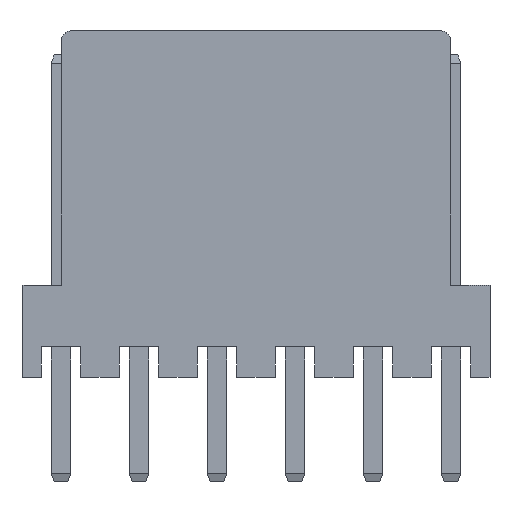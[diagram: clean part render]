
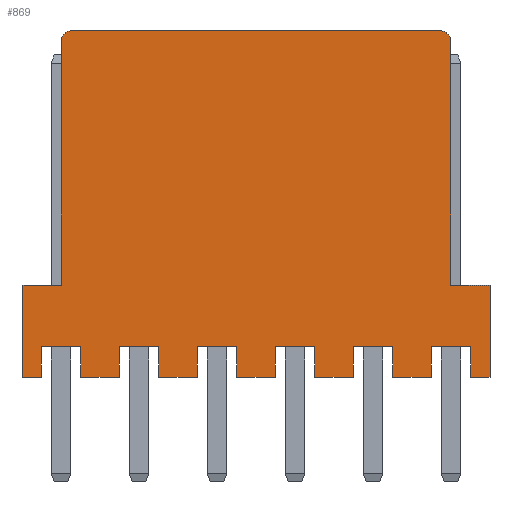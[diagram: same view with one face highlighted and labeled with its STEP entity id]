
A CAD part, front view. The second image highlights one B-rep face of the part: STEP entity #869.
In plain terms, the highlighted planar face has unit normal (0, -1, 0).
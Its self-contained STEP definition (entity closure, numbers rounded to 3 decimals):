
#869=ADVANCED_FACE('',(#2042),#2044,.T.);
#2042=FACE_BOUND('',#2043,.T.);
#2043=EDGE_LOOP('',(#2857,#2858,#2859,#2860,#2861,#2862,#2863,#2864,#2865,#2866,
#2867,#2868,#2869,#2870,#2871,#2872,#2873,#2874,#2875,#2876,#2877,#2878,#2879,#2880,
#2881,#2882,#2883,#2884,#2885,#2886,#2887,#2888,#2889,#2890));
#2044=PLANE('',#2045);
#2045=AXIS2_PLACEMENT_3D('',#2046,#2047,#2048);
#2046=CARTESIAN_POINT('',(-1.27,-2.6,0.));
#2047=DIRECTION('',(0.,-1.,0.));
#2048=DIRECTION('',(1.,0.,0.));
#2857=ORIENTED_EDGE('',*,*,#3403,.F.);
#2858=ORIENTED_EDGE('',*,*,#3404,.F.);
#2859=ORIENTED_EDGE('',*,*,#3405,.F.);
#2860=ORIENTED_EDGE('',*,*,#3406,.F.);
#2861=ORIENTED_EDGE('',*,*,#3407,.T.);
#2862=ORIENTED_EDGE('',*,*,#3408,.T.);
#2863=ORIENTED_EDGE('',*,*,#3409,.T.);
#2864=ORIENTED_EDGE('',*,*,#3410,.T.);
#2865=ORIENTED_EDGE('',*,*,#3411,.T.);
#2866=ORIENTED_EDGE('',*,*,#3412,.T.);
#2867=ORIENTED_EDGE('',*,*,#3413,.T.);
#2868=ORIENTED_EDGE('',*,*,#3414,.T.);
#2869=ORIENTED_EDGE('',*,*,#3415,.T.);
#2870=ORIENTED_EDGE('',*,*,#3416,.T.);
#2871=ORIENTED_EDGE('',*,*,#3417,.T.);
#2872=ORIENTED_EDGE('',*,*,#3418,.T.);
#2873=ORIENTED_EDGE('',*,*,#3419,.T.);
#2874=ORIENTED_EDGE('',*,*,#3420,.T.);
#2875=ORIENTED_EDGE('',*,*,#3421,.T.);
#2876=ORIENTED_EDGE('',*,*,#3422,.T.);
#2877=ORIENTED_EDGE('',*,*,#3423,.T.);
#2878=ORIENTED_EDGE('',*,*,#3424,.T.);
#2879=ORIENTED_EDGE('',*,*,#3425,.T.);
#2880=ORIENTED_EDGE('',*,*,#3426,.T.);
#2881=ORIENTED_EDGE('',*,*,#3427,.T.);
#2882=ORIENTED_EDGE('',*,*,#3428,.T.);
#2883=ORIENTED_EDGE('',*,*,#3429,.T.);
#2884=ORIENTED_EDGE('',*,*,#3430,.T.);
#2885=ORIENTED_EDGE('',*,*,#3431,.T.);
#2886=ORIENTED_EDGE('',*,*,#3432,.T.);
#2887=ORIENTED_EDGE('',*,*,#3433,.F.);
#2888=ORIENTED_EDGE('',*,*,#3434,.T.);
#2889=ORIENTED_EDGE('',*,*,#3435,.F.);
#2890=ORIENTED_EDGE('',*,*,#3436,.T.);
#3403=EDGE_CURVE('',#3856,#3857,#3858,.F.);
#3404=EDGE_CURVE('',#3859,#3856,#3860,.T.);
#3405=EDGE_CURVE('',#3861,#3859,#3862,.T.);
#3406=EDGE_CURVE('',#3863,#3861,#3864,.T.);
#3407=EDGE_CURVE('',#3863,#3865,#3866,.T.);
#3408=EDGE_CURVE('',#3865,#3867,#3868,.F.);
#3409=EDGE_CURVE('',#3867,#3869,#3870,.T.);
#3410=EDGE_CURVE('',#3869,#3871,#3872,.F.);
#3411=EDGE_CURVE('',#3871,#3873,#3874,.T.);
#3412=EDGE_CURVE('',#3873,#3875,#3876,.F.);
#3413=EDGE_CURVE('',#3875,#3877,#3878,.T.);
#3414=EDGE_CURVE('',#3877,#3879,#3880,.F.);
#3415=EDGE_CURVE('',#3879,#3881,#3882,.T.);
#3416=EDGE_CURVE('',#3881,#3883,#3884,.F.);
#3417=EDGE_CURVE('',#3883,#3885,#3886,.T.);
#3418=EDGE_CURVE('',#3885,#3887,#3888,.F.);
#3419=EDGE_CURVE('',#3887,#3889,#3890,.T.);
#3420=EDGE_CURVE('',#3889,#3891,#3892,.F.);
#3421=EDGE_CURVE('',#3891,#3893,#3894,.T.);
#3422=EDGE_CURVE('',#3893,#3895,#3896,.F.);
#3423=EDGE_CURVE('',#3895,#3897,#3898,.T.);
#3424=EDGE_CURVE('',#3897,#3899,#3900,.F.);
#3425=EDGE_CURVE('',#3899,#3901,#3902,.T.);
#3426=EDGE_CURVE('',#3901,#3903,#3904,.F.);
#3427=EDGE_CURVE('',#3903,#3905,#3906,.T.);
#3428=EDGE_CURVE('',#3905,#3907,#3908,.F.);
#3429=EDGE_CURVE('',#3907,#3909,#3910,.T.);
#3430=EDGE_CURVE('',#3909,#3911,#3912,.F.);
#3431=EDGE_CURVE('',#3911,#3913,#3914,.T.);
#3432=EDGE_CURVE('',#3913,#3915,#3916,.T.);
#3433=EDGE_CURVE('',#3917,#3915,#3918,.T.);
#3434=EDGE_CURVE('',#3917,#3919,#3920,.T.);
#3435=EDGE_CURVE('',#3921,#3919,#3922,.F.);
#3436=EDGE_CURVE('',#3921,#3857,#3923,.T.);
#3856=VERTEX_POINT('',#4771);
#3857=VERTEX_POINT('',#4772);
#3858=CIRCLE('',#4773,0.4);
#3859=VERTEX_POINT('',#4777);
#3860=LINE('',#4778,#4779);
#3861=VERTEX_POINT('',#4781);
#3862=LINE('',#4782,#4783);
#3863=VERTEX_POINT('',#4785);
#3864=LINE('',#4786,#4787);
#3865=VERTEX_POINT('',#4789);
#3866=LINE('',#4790,#4791);
#3867=VERTEX_POINT('',#4793);
#3868=LINE('',#4794,#4795);
#3869=VERTEX_POINT('',#4797);
#3870=LINE('',#4798,#4799);
#3871=VERTEX_POINT('',#4801);
#3872=LINE('',#4802,#4803);
#3873=VERTEX_POINT('',#4805);
#3874=LINE('',#4806,#4807);
#3875=VERTEX_POINT('',#4809);
#3876=LINE('',#4810,#4811);
#3877=VERTEX_POINT('',#4813);
#3878=LINE('',#4814,#4815);
#3879=VERTEX_POINT('',#4817);
#3880=LINE('',#4818,#4819);
#3881=VERTEX_POINT('',#4821);
#3882=LINE('',#4822,#4823);
#3883=VERTEX_POINT('',#4825);
#3884=LINE('',#4826,#4827);
#3885=VERTEX_POINT('',#4829);
#3886=LINE('',#4830,#4831);
#3887=VERTEX_POINT('',#4833);
#3888=LINE('',#4834,#4835);
#3889=VERTEX_POINT('',#4837);
#3890=LINE('',#4838,#4839);
#3891=VERTEX_POINT('',#4841);
#3892=LINE('',#4842,#4843);
#3893=VERTEX_POINT('',#4845);
#3894=LINE('',#4846,#4847);
#3895=VERTEX_POINT('',#4849);
#3896=LINE('',#4850,#4851);
#3897=VERTEX_POINT('',#4853);
#3898=LINE('',#4854,#4855);
#3899=VERTEX_POINT('',#4857);
#3900=LINE('',#4858,#4859);
#3901=VERTEX_POINT('',#4861);
#3902=LINE('',#4862,#4863);
#3903=VERTEX_POINT('',#4865);
#3904=LINE('',#4866,#4867);
#3905=VERTEX_POINT('',#4869);
#3906=LINE('',#4870,#4871);
#3907=VERTEX_POINT('',#4873);
#3908=LINE('',#4874,#4875);
#3909=VERTEX_POINT('',#4877);
#3910=LINE('',#4878,#4879);
#3911=VERTEX_POINT('',#4881);
#3912=LINE('',#4882,#4883);
#3913=VERTEX_POINT('',#4885);
#3914=LINE('',#4886,#4887);
#3915=VERTEX_POINT('',#4889);
#3916=LINE('',#4890,#4891);
#3917=VERTEX_POINT('',#4893);
#3918=LINE('',#4894,#4895);
#3919=VERTEX_POINT('',#4897);
#3920=LINE('',#4898,#4899);
#3921=VERTEX_POINT('',#4901);
#3922=CIRCLE('',#4902,0.4);
#3923=LINE('',#4906,#4907);
#4771=CARTESIAN_POINT('',(0.,-2.6,10.9));
#4772=CARTESIAN_POINT('',(0.4,-2.6,11.3));
#4773=AXIS2_PLACEMENT_3D('',#4774,#4775,#4776);
#4774=CARTESIAN_POINT('',(0.4,-2.6,10.9));
#4775=DIRECTION('',(0.,-1.,0.));
#4776=DIRECTION('',(0.,0.,1.));
#4777=CARTESIAN_POINT('',(0.,-2.6,3.));
#4778=CARTESIAN_POINT('',(0.,-2.6,3.));
#4779=VECTOR('',#4780,1.);
#4780=DIRECTION('',(0.,0.,1.));
#4781=CARTESIAN_POINT('',(-1.27,-2.6,3.));
#4782=CARTESIAN_POINT('',(-1.27,-2.6,3.));
#4783=VECTOR('',#4784,1.);
#4784=DIRECTION('',(1.,0.,0.));
#4785=CARTESIAN_POINT('',(-1.27,-2.6,0.));
#4786=CARTESIAN_POINT('',(-1.27,-2.6,0.));
#4787=VECTOR('',#4788,1.);
#4788=DIRECTION('',(0.,0.,1.));
#4789=CARTESIAN_POINT('',(-0.65,-2.6,0.));
#4790=CARTESIAN_POINT('',(-1.27,-2.6,0.));
#4791=VECTOR('',#4792,1.);
#4792=DIRECTION('',(1.,0.,0.));
#4793=CARTESIAN_POINT('',(-0.65,-2.6,1.));
#4794=CARTESIAN_POINT('',(-0.65,-2.6,1.));
#4795=VECTOR('',#4796,1.);
#4796=DIRECTION('',(0.,0.,-1.));
#4797=CARTESIAN_POINT('',(0.65,-2.6,1.));
#4798=CARTESIAN_POINT('',(-0.65,-2.6,1.));
#4799=VECTOR('',#4800,1.);
#4800=DIRECTION('',(1.,0.,0.));
#4801=CARTESIAN_POINT('',(0.65,-2.6,0.));
#4802=CARTESIAN_POINT('',(0.65,-2.6,0.));
#4803=VECTOR('',#4804,1.);
#4804=DIRECTION('',(0.,0.,1.));
#4805=CARTESIAN_POINT('',(1.89,-2.6,0.));
#4806=CARTESIAN_POINT('',(0.65,-2.6,0.));
#4807=VECTOR('',#4808,1.);
#4808=DIRECTION('',(1.,0.,0.));
#4809=CARTESIAN_POINT('',(1.89,-2.6,1.));
#4810=CARTESIAN_POINT('',(1.89,-2.6,1.));
#4811=VECTOR('',#4812,1.);
#4812=DIRECTION('',(0.,0.,-1.));
#4813=CARTESIAN_POINT('',(3.19,-2.6,1.));
#4814=CARTESIAN_POINT('',(1.89,-2.6,1.));
#4815=VECTOR('',#4816,1.);
#4816=DIRECTION('',(1.,0.,0.));
#4817=CARTESIAN_POINT('',(3.19,-2.6,0.));
#4818=CARTESIAN_POINT('',(3.19,-2.6,0.));
#4819=VECTOR('',#4820,1.);
#4820=DIRECTION('',(0.,0.,1.));
#4821=CARTESIAN_POINT('',(4.43,-2.6,0.));
#4822=CARTESIAN_POINT('',(3.19,-2.6,0.));
#4823=VECTOR('',#4824,1.);
#4824=DIRECTION('',(1.,0.,0.));
#4825=CARTESIAN_POINT('',(4.43,-2.6,1.));
#4826=CARTESIAN_POINT('',(4.43,-2.6,1.));
#4827=VECTOR('',#4828,1.);
#4828=DIRECTION('',(0.,0.,-1.));
#4829=CARTESIAN_POINT('',(5.73,-2.6,1.));
#4830=CARTESIAN_POINT('',(4.43,-2.6,1.));
#4831=VECTOR('',#4832,1.);
#4832=DIRECTION('',(1.,0.,0.));
#4833=CARTESIAN_POINT('',(5.73,-2.6,0.));
#4834=CARTESIAN_POINT('',(5.73,-2.6,0.));
#4835=VECTOR('',#4836,1.);
#4836=DIRECTION('',(0.,0.,1.));
#4837=CARTESIAN_POINT('',(6.97,-2.6,0.));
#4838=CARTESIAN_POINT('',(5.73,-2.6,0.));
#4839=VECTOR('',#4840,1.);
#4840=DIRECTION('',(1.,0.,0.));
#4841=CARTESIAN_POINT('',(6.97,-2.6,1.));
#4842=CARTESIAN_POINT('',(6.97,-2.6,1.));
#4843=VECTOR('',#4844,1.);
#4844=DIRECTION('',(0.,0.,-1.));
#4845=CARTESIAN_POINT('',(8.27,-2.6,1.));
#4846=CARTESIAN_POINT('',(6.97,-2.6,1.));
#4847=VECTOR('',#4848,1.);
#4848=DIRECTION('',(1.,0.,0.));
#4849=CARTESIAN_POINT('',(8.27,-2.6,0.));
#4850=CARTESIAN_POINT('',(8.27,-2.6,0.));
#4851=VECTOR('',#4852,1.);
#4852=DIRECTION('',(0.,0.,1.));
#4853=CARTESIAN_POINT('',(9.51,-2.6,0.));
#4854=CARTESIAN_POINT('',(8.27,-2.6,0.));
#4855=VECTOR('',#4856,1.);
#4856=DIRECTION('',(1.,0.,0.));
#4857=CARTESIAN_POINT('',(9.51,-2.6,1.));
#4858=CARTESIAN_POINT('',(9.51,-2.6,1.));
#4859=VECTOR('',#4860,1.);
#4860=DIRECTION('',(0.,0.,-1.));
#4861=CARTESIAN_POINT('',(10.81,-2.6,1.));
#4862=CARTESIAN_POINT('',(9.51,-2.6,1.));
#4863=VECTOR('',#4864,1.);
#4864=DIRECTION('',(1.,0.,0.));
#4865=CARTESIAN_POINT('',(10.81,-2.6,0.));
#4866=CARTESIAN_POINT('',(10.81,-2.6,0.));
#4867=VECTOR('',#4868,1.);
#4868=DIRECTION('',(0.,0.,1.));
#4869=CARTESIAN_POINT('',(12.05,-2.6,0.));
#4870=CARTESIAN_POINT('',(10.81,-2.6,0.));
#4871=VECTOR('',#4872,1.);
#4872=DIRECTION('',(1.,0.,0.));
#4873=CARTESIAN_POINT('',(12.05,-2.6,1.));
#4874=CARTESIAN_POINT('',(12.05,-2.6,1.));
#4875=VECTOR('',#4876,1.);
#4876=DIRECTION('',(0.,0.,-1.));
#4877=CARTESIAN_POINT('',(13.35,-2.6,1.));
#4878=CARTESIAN_POINT('',(12.05,-2.6,1.));
#4879=VECTOR('',#4880,1.);
#4880=DIRECTION('',(1.,0.,0.));
#4881=CARTESIAN_POINT('',(13.35,-2.6,0.));
#4882=CARTESIAN_POINT('',(13.35,-2.6,0.));
#4883=VECTOR('',#4884,1.);
#4884=DIRECTION('',(0.,0.,1.));
#4885=CARTESIAN_POINT('',(13.97,-2.6,0.));
#4886=CARTESIAN_POINT('',(13.35,-2.6,0.));
#4887=VECTOR('',#4888,1.);
#4888=DIRECTION('',(1.,0.,0.));
#4889=CARTESIAN_POINT('',(13.97,-2.6,3.));
#4890=CARTESIAN_POINT('',(13.97,-2.6,0.));
#4891=VECTOR('',#4892,1.);
#4892=DIRECTION('',(0.,0.,1.));
#4893=CARTESIAN_POINT('',(12.7,-2.6,3.));
#4894=CARTESIAN_POINT('',(12.7,-2.6,3.));
#4895=VECTOR('',#4896,1.);
#4896=DIRECTION('',(1.,0.,0.));
#4897=CARTESIAN_POINT('',(12.7,-2.6,10.9));
#4898=CARTESIAN_POINT('',(12.7,-2.6,3.));
#4899=VECTOR('',#4900,1.);
#4900=DIRECTION('',(0.,0.,1.));
#4901=CARTESIAN_POINT('',(12.3,-2.6,11.3));
#4902=AXIS2_PLACEMENT_3D('',#4903,#4904,#4905);
#4903=CARTESIAN_POINT('',(12.3,-2.6,10.9));
#4904=DIRECTION('',(0.,-1.,0.));
#4905=DIRECTION('',(1.,0.,0.));
#4906=CARTESIAN_POINT('',(12.3,-2.6,11.3));
#4907=VECTOR('',#4908,1.);
#4908=DIRECTION('',(-1.,0.,0.));
